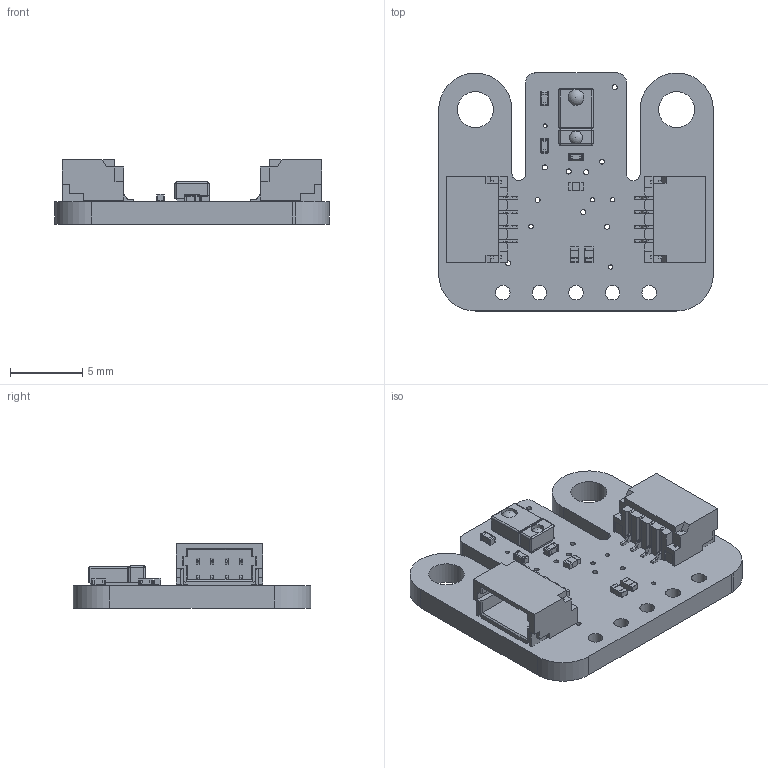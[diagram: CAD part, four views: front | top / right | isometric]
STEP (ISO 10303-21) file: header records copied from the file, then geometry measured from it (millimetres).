
FILE_DESCRIPTION(/* description */ (''),/* implementation_level */ '2;1');
FILE_NAME(/* name */ 'APDS9960-Proximity-Gesture-Sensor v1.step',/* time_stamp */ '2023-08-22T15:59:21+02:00',/* author */ (''),/* organization */ (''),/* preprocessor_version */ 'ST-DEVELOPER v20',/* originating_system */ 'Autodesk Translation Framework v12.9.0.99',/* authorisation */ '');
FILE_SCHEMA (('AUTOMOTIVE_DESIGN { 1 0 10303 214 3 1 1 }'));
Length unit declared in the file: millimetre
Products named in the file (15): APDS9960-Proximity-Gesture-Sensor; Board; Packages; C0402; Pin1; Pin2; CeramicBody; LASKAKIT_HEART_4MM; LASKKIT_10MM_SILKSCREEN; USUP_4MM_SILKSCREEN; 1X04_1MM_RA; 2,5-PAD; APDS-9950; SMT-JUMPER_2_NC_TRACE_NO-SILK; R0402
Assembly tree (21 placements, depth 4):
  APDS9960-Proximity-Gesture-Sensor
    Board
    Packages
      C0402  x3
        Pin1
        Pin2
        CeramicBody
      LASKAKIT_HEART_4MM
      LASKKIT_10MM_SILKSCREEN
      USUP_4MM_SILKSCREEN  x2
      1X04_1MM_RA  x2
      2,5-PAD  x2
      APDS-9950
      SMT-JUMPER_2_NC_TRACE_NO-SILK
      R0402  x3
Bounding box: 19.05 x 16.51 x 4.47 mm (x, y, z)
Volume: 527.5 mm3; surface area: 1262 mm2
Topology: 37 solids, 37 shells, 1090 faces, 2782 edges, 1750 vertices
Faces by surface type: plane 668, cylinder 286, sphere 82, bspline 54
Full cylindrical faces by diameter (mm): 0.25 x1, 0.3 x4, 0.35 x10, 0.9 x1, 1.016 x5, 1.1 x1, 2.5 x2
Entity records: 18494 total; most frequent: CARTESIAN_POINT 4193, ORIENTED_EDGE 2812, DIRECTION 2797, EDGE_CURVE 1406, LINE 1061, VECTOR 1061, VERTEX_POINT 900, AXIS2_PLACEMENT_3D 868
